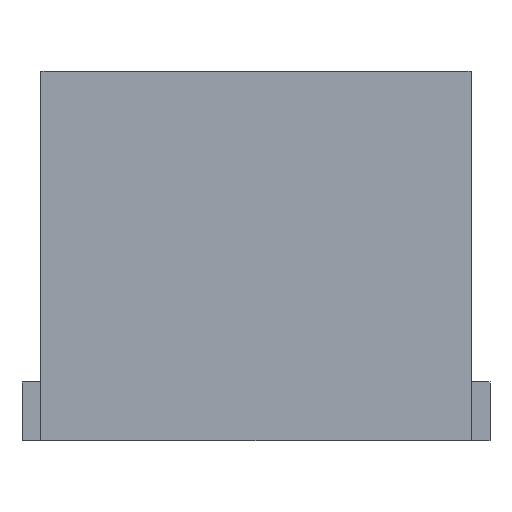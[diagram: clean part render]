
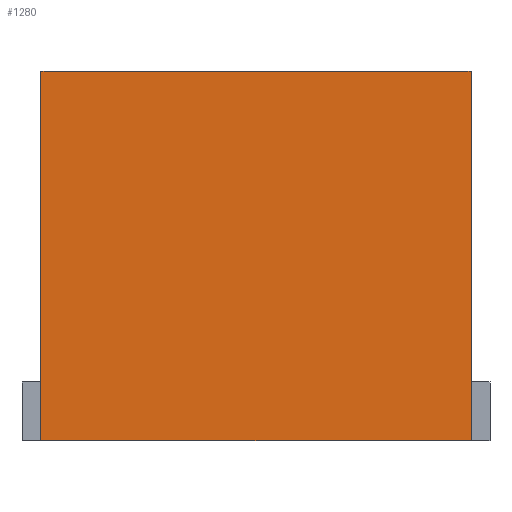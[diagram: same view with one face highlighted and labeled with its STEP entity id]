
A CAD part, front view. The second image highlights one B-rep face of the part: STEP entity #1280.
In plain terms, the highlighted planar face has unit normal (0, -1, 0).
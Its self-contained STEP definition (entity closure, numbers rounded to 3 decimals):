
#20 = LINE ( 'NONE', #1318, #1312 ) ;
#29 = EDGE_LOOP ( 'NONE', ( #2183, #1948, #798, #516, #323, #458, #307, #2124 ) ) ;
#218 = DIRECTION ( 'NONE',  ( 1., 0., 0. ) ) ;
#233 = PLANE ( 'NONE',  #1014 ) ;
#242 = VERTEX_POINT ( 'NONE', #310 ) ;
#279 = DIRECTION ( 'NONE',  ( 0., 0., 1. ) ) ;
#307 = ORIENTED_EDGE ( 'NONE', *, *, #1072, .F. ) ;
#310 = CARTESIAN_POINT ( 'NONE',  ( 71.75, -15., -0.036 ) ) ;
#323 = ORIENTED_EDGE ( 'NONE', *, *, #567, .F. ) ;
#330 = DIRECTION ( 'NONE',  ( 0., 0., -1. ) ) ;
#334 = CARTESIAN_POINT ( 'NONE',  ( 73., -15., 0. ) ) ;
#391 = DIRECTION ( 'NONE',  ( 0., 0., 1. ) ) ;
#423 = EDGE_CURVE ( 'NONE', #1306, #1074, #20, .T. ) ;
#437 = CARTESIAN_POINT ( 'NONE',  ( 0., -15., 0. ) ) ;
#455 = EDGE_CURVE ( 'NONE', #2224, #2111, #1847, .T. ) ;
#458 = ORIENTED_EDGE ( 'NONE', *, *, #2212, .F. ) ;
#470 = CARTESIAN_POINT ( 'NONE',  ( 73., -15., -61.5 ) ) ;
#516 = ORIENTED_EDGE ( 'NONE', *, *, #455, .T. ) ;
#519 = LINE ( 'NONE', #1591, #1996 ) ;
#548 = VECTOR ( 'NONE', #1257, 1000. ) ;
#567 = EDGE_CURVE ( 'NONE', #2221, #2111, #1350, .T. ) ;
#589 = DIRECTION ( 'NONE',  ( 0., -1., 0. ) ) ;
#629 = CARTESIAN_POINT ( 'NONE',  ( 0., -15., -61.5 ) ) ;
#729 = LINE ( 'NONE', #2418, #548 ) ;
#752 = VERTEX_POINT ( 'NONE', #1589 ) ;
#767 = LINE ( 'NONE', #2248, #939 ) ;
#798 = ORIENTED_EDGE ( 'NONE', *, *, #1385, .T. ) ;
#939 = VECTOR ( 'NONE', #218, 1000. ) ;
#974 = CARTESIAN_POINT ( 'NONE',  ( 73., -15., 0. ) ) ;
#1014 = AXIS2_PLACEMENT_3D ( 'NONE', #470, #589, #1735 ) ;
#1072 = EDGE_CURVE ( 'NONE', #1306, #752, #1220, .T. ) ;
#1074 = VERTEX_POINT ( 'NONE', #334 ) ;
#1111 = CARTESIAN_POINT ( 'NONE',  ( 71.75, -15., 0. ) ) ;
#1192 = CARTESIAN_POINT ( 'NONE',  ( 1.25, -15., -0.036 ) ) ;
#1220 = LINE ( 'NONE', #1785, #1675 ) ;
#1257 = DIRECTION ( 'NONE',  ( -1., 0., 0. ) ) ;
#1280 = ADVANCED_FACE ( 'NONE', ( #2108 ), #233, .T. ) ;
#1306 = VERTEX_POINT ( 'NONE', #1551 ) ;
#1312 = VECTOR ( 'NONE', #1872, 1000. ) ;
#1318 = CARTESIAN_POINT ( 'NONE',  ( 73., -15., -61.5 ) ) ;
#1350 = LINE ( 'NONE', #974, #1517 ) ;
#1385 = EDGE_CURVE ( 'NONE', #242, #2224, #729, .T. ) ;
#1517 = VECTOR ( 'NONE', #1721, 1000. ) ;
#1544 = EDGE_CURVE ( 'NONE', #1906, #1074, #767, .T. ) ;
#1551 = CARTESIAN_POINT ( 'NONE',  ( 73., -15., -62.75 ) ) ;
#1589 = CARTESIAN_POINT ( 'NONE',  ( 0., -15., -62.75 ) ) ;
#1591 = CARTESIAN_POINT ( 'NONE',  ( 71.75, -15., -61.5 ) ) ;
#1653 = VECTOR ( 'NONE', #391, 1000. ) ;
#1675 = VECTOR ( 'NONE', #2214, 1000. ) ;
#1721 = DIRECTION ( 'NONE',  ( 1., 0., 0. ) ) ;
#1735 = DIRECTION ( 'NONE',  ( 0., 0., -1. ) ) ;
#1785 = CARTESIAN_POINT ( 'NONE',  ( 73., -15., -62.75 ) ) ;
#1847 = LINE ( 'NONE', #2083, #1653 ) ;
#1872 = DIRECTION ( 'NONE',  ( 0., 0., 1. ) ) ;
#1906 = VERTEX_POINT ( 'NONE', #1111 ) ;
#1925 = LINE ( 'NONE', #629, #2279 ) ;
#1948 = ORIENTED_EDGE ( 'NONE', *, *, #2393, .T. ) ;
#1996 = VECTOR ( 'NONE', #330, 1000. ) ;
#2054 = CARTESIAN_POINT ( 'NONE',  ( 1.25, -15., 0. ) ) ;
#2083 = CARTESIAN_POINT ( 'NONE',  ( 1.25, -15., -61.5 ) ) ;
#2108 = FACE_OUTER_BOUND ( 'NONE', #29, .T. ) ;
#2111 = VERTEX_POINT ( 'NONE', #2054 ) ;
#2124 = ORIENTED_EDGE ( 'NONE', *, *, #423, .T. ) ;
#2183 = ORIENTED_EDGE ( 'NONE', *, *, #1544, .F. ) ;
#2212 = EDGE_CURVE ( 'NONE', #752, #2221, #1925, .T. ) ;
#2214 = DIRECTION ( 'NONE',  ( -1., 0., 0. ) ) ;
#2221 = VERTEX_POINT ( 'NONE', #437 ) ;
#2224 = VERTEX_POINT ( 'NONE', #1192 ) ;
#2248 = CARTESIAN_POINT ( 'NONE',  ( 73., -15., 0. ) ) ;
#2279 = VECTOR ( 'NONE', #279, 1000. ) ;
#2393 = EDGE_CURVE ( 'NONE', #1906, #242, #519, .T. ) ;
#2418 = CARTESIAN_POINT ( 'NONE',  ( 36.5, -15., -0.036 ) ) ;
